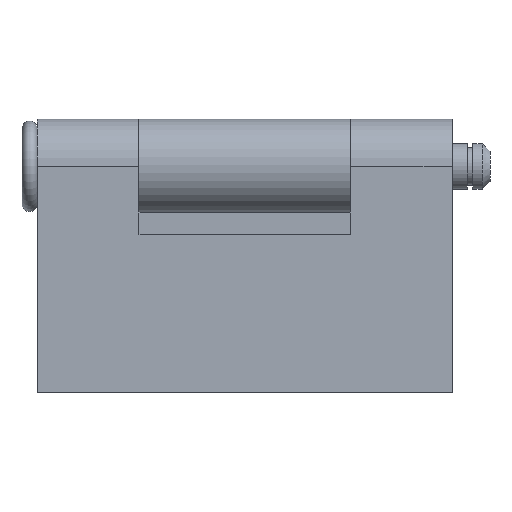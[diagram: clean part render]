
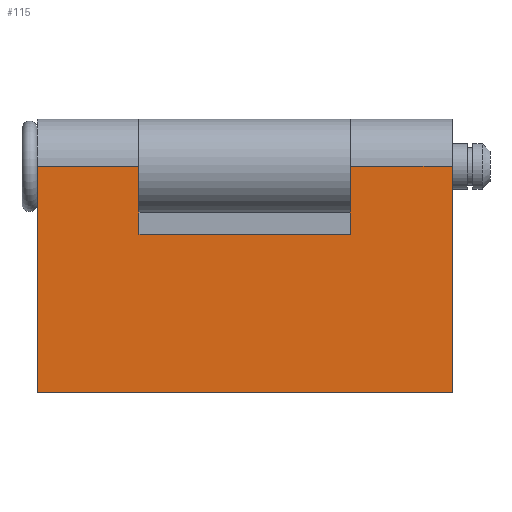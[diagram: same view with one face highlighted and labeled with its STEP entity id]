
A CAD part, left-side view. The second image highlights one B-rep face of the part: STEP entity #115.
In plain terms, the highlighted planar face has unit normal (-1, 0, 0).
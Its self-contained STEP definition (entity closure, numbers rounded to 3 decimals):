
#38 = VERTEX_POINT ( 'NONE', #672 ) ;
#103 = ORIENTED_EDGE ( 'NONE', *, *, #282, .T. ) ;
#104 = VERTEX_POINT ( 'NONE', #884 ) ;
#105 = ORIENTED_EDGE ( 'NONE', *, *, #162, .T. ) ;
#113 = EDGE_CURVE ( 'NONE', #220, #114, #842, .T. ) ;
#114 = VERTEX_POINT ( 'NONE', #838 ) ;
#115 = ADVANCED_FACE ( 'NONE', ( #837 ), #836, .T. ) ;
#116 = ORIENTED_EDGE ( 'NONE', *, *, #225, .T. ) ;
#162 = EDGE_CURVE ( 'NONE', #114, #38, #759, .T. ) ;
#219 = EDGE_LOOP ( 'NONE', ( #116, #284, #286, #105, #279, #276, #274, #103 ) ) ;
#220 = VERTEX_POINT ( 'NONE', #979 ) ;
#225 = EDGE_CURVE ( 'NONE', #262, #261, #1000, .T. ) ;
#229 = EDGE_CURVE ( 'NONE', #38, #257, #1054, .T. ) ;
#257 = VERTEX_POINT ( 'NONE', #1184 ) ;
#261 = VERTEX_POINT ( 'NONE', #1314 ) ;
#262 = VERTEX_POINT ( 'NONE', #1313 ) ;
#274 = ORIENTED_EDGE ( 'NONE', *, *, #303, .F. ) ;
#276 = ORIENTED_EDGE ( 'NONE', *, *, #278, .F. ) ;
#277 = VERTEX_POINT ( 'NONE', #1299 ) ;
#278 = EDGE_CURVE ( 'NONE', #277, #257, #1325, .T. ) ;
#279 = ORIENTED_EDGE ( 'NONE', *, *, #229, .T. ) ;
#282 = EDGE_CURVE ( 'NONE', #104, #262, #1178, .T. ) ;
#284 = ORIENTED_EDGE ( 'NONE', *, *, #285, .T. ) ;
#285 = EDGE_CURVE ( 'NONE', #261, #220, #1174, .T. ) ;
#286 = ORIENTED_EDGE ( 'NONE', *, *, #113, .T. ) ;
#303 = EDGE_CURVE ( 'NONE', #104, #277, #1294, .T. ) ;
#672 = CARTESIAN_POINT ( 'NONE',  ( -6.25, 14., 0. ) ) ;
#756 = DIRECTION ( 'NONE',  ( 0., 0., 1. ) ) ;
#757 = VECTOR ( 'NONE', #756, 1000. ) ;
#758 = CARTESIAN_POINT ( 'NONE',  ( -6.25, 14., 6.25 ) ) ;
#759 = LINE ( 'NONE', #758, #757 ) ;
#834 = CARTESIAN_POINT ( 'NONE',  ( -6.25, -27.5, -30. ) ) ;
#835 = AXIS2_PLACEMENT_3D ( 'NONE', #834, #972, #971 ) ;
#836 = PLANE ( 'NONE',  #835 ) ;
#837 = FACE_OUTER_BOUND ( 'NONE', #219, .T. ) ;
#838 = CARTESIAN_POINT ( 'NONE',  ( -6.25, 14., -9. ) ) ;
#839 = DIRECTION ( 'NONE',  ( 0., 1., 0. ) ) ;
#840 = VECTOR ( 'NONE', #839, 1000. ) ;
#841 = CARTESIAN_POINT ( 'NONE',  ( -6.25, 14., -9. ) ) ;
#842 = LINE ( 'NONE', #841, #840 ) ;
#884 = CARTESIAN_POINT ( 'NONE',  ( -6.25, -27.5, -30. ) ) ;
#971 = DIRECTION ( 'NONE',  ( 0., 0., 1. ) ) ;
#972 = DIRECTION ( 'NONE',  ( -1., 0., 0. ) ) ;
#977 = DIRECTION ( 'NONE',  ( 0., 1., 0. ) ) ;
#978 = VECTOR ( 'NONE', #977, 1000. ) ;
#979 = CARTESIAN_POINT ( 'NONE',  ( -6.25, -14., -9. ) ) ;
#999 = CARTESIAN_POINT ( 'NONE',  ( -6.25, -27.5, 0. ) ) ;
#1000 = LINE ( 'NONE', #999, #978 ) ;
#1008 = DIRECTION ( 'NONE',  ( 0., 1., 0. ) ) ;
#1009 = VECTOR ( 'NONE', #1008, 1000. ) ;
#1010 = CARTESIAN_POINT ( 'NONE',  ( -6.25, -27.5, 0. ) ) ;
#1054 = LINE ( 'NONE', #1010, #1009 ) ;
#1096 = DIRECTION ( 'NONE',  ( 0., 0., -1. ) ) ;
#1097 = VECTOR ( 'NONE', #1096, 1000. ) ;
#1098 = CARTESIAN_POINT ( 'NONE',  ( -6.25, -14., 6.25 ) ) ;
#1174 = LINE ( 'NONE', #1098, #1097 ) ;
#1175 = DIRECTION ( 'NONE',  ( 0., 0., 1. ) ) ;
#1176 = VECTOR ( 'NONE', #1175, 1000. ) ;
#1177 = CARTESIAN_POINT ( 'NONE',  ( -6.25, -27.5, -30. ) ) ;
#1178 = LINE ( 'NONE', #1177, #1176 ) ;
#1184 = CARTESIAN_POINT ( 'NONE',  ( -6.25, 27.5, 0. ) ) ;
#1293 = CARTESIAN_POINT ( 'NONE',  ( -6.25, -27.5, -30. ) ) ;
#1294 = LINE ( 'NONE', #1293, #1306 ) ;
#1299 = CARTESIAN_POINT ( 'NONE',  ( -6.25, 27.5, -30. ) ) ;
#1305 = DIRECTION ( 'NONE',  ( 0., 1., 0. ) ) ;
#1306 = VECTOR ( 'NONE', #1305, 1000. ) ;
#1313 = CARTESIAN_POINT ( 'NONE',  ( -6.25, -27.5, 0. ) ) ;
#1314 = CARTESIAN_POINT ( 'NONE',  ( -6.25, -14., 0. ) ) ;
#1322 = DIRECTION ( 'NONE',  ( 0., 0., 1. ) ) ;
#1323 = VECTOR ( 'NONE', #1322, 1000. ) ;
#1324 = CARTESIAN_POINT ( 'NONE',  ( -6.25, 27.5, -30. ) ) ;
#1325 = LINE ( 'NONE', #1324, #1323 ) ;
